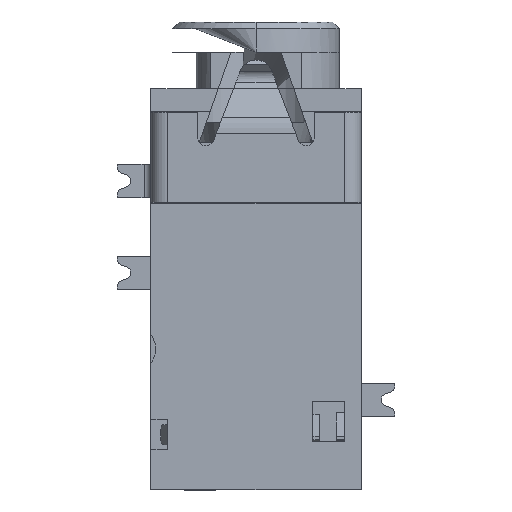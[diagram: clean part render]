
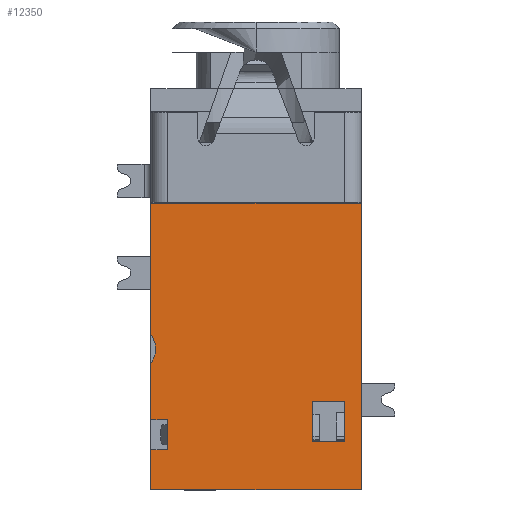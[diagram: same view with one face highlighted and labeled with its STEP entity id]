
A CAD part, top view. The second image highlights one B-rep face of the part: STEP entity #12350.
In plain terms, the highlighted planar face has unit normal (0, 0, 1).
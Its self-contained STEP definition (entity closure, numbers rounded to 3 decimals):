
#10932 = EDGE_CURVE('',#10933,#10935,#10937,.T.);
#10933 = VERTEX_POINT('',#10934);
#10934 = CARTESIAN_POINT('',(-2.65,-4.8,
    4.));
#10935 = VERTEX_POINT('',#10936);
#10936 = CARTESIAN_POINT('',(-2.65,-3.9,
    4.));
#10937 = LINE('',#10938,#10939);
#10938 = CARTESIAN_POINT('',(-2.65,6.,
    4.));
#10939 = VECTOR('',#10940,1.);
#10940 = DIRECTION('',(0.,1.,-0.));
#11835 = VERTEX_POINT('',#11836);
#11836 = CARTESIAN_POINT('',(-3.15,-4.8,
    4.));
#11844 = EDGE_CURVE('',#10933,#11835,#11845,.T.);
#11845 = LINE('',#11846,#11847);
#11846 = CARTESIAN_POINT('',(-3.15,-4.8,
    4.));
#11847 = VECTOR('',#11848,1.);
#11848 = DIRECTION('',(-1.,0.,-0.));
#11890 = VERTEX_POINT('',#11891);
#11891 = CARTESIAN_POINT('',(-3.15,-3.9,
    4.));
#11899 = EDGE_CURVE('',#11890,#10935,#11900,.T.);
#11900 = LINE('',#11901,#11902);
#11901 = CARTESIAN_POINT('',(-3.15,-3.9,
    4.));
#11902 = VECTOR('',#11903,1.);
#11903 = DIRECTION('',(1.,0.,0.));
#11914 = VERTEX_POINT('',#11915);
#11915 = CARTESIAN_POINT('',(-3.15,-1.348,
    4.));
#11921 = EDGE_CURVE('',#11914,#11922,#11924,.T.);
#11922 = VERTEX_POINT('',#11923);
#11923 = CARTESIAN_POINT('',(-3.15,-2.214,
    4.));
#11924 = CIRCLE('',#11925,0.7);
#11925 = AXIS2_PLACEMENT_3D('',#11926,#11927,#11928);
#11926 = CARTESIAN_POINT('',(-3.7,-1.781,
    4.));
#11927 = DIRECTION('',(0.,0.,-1.));
#11928 = DIRECTION('',(-1.,0.,0.));
#12120 = VERTEX_POINT('',#12121);
#12121 = CARTESIAN_POINT('',(3.15,-6.,4.));
#12127 = EDGE_CURVE('',#12128,#12120,#12130,.T.);
#12128 = VERTEX_POINT('',#12129);
#12129 = CARTESIAN_POINT('',(-3.15,-6.,
    4.));
#12130 = LINE('',#12131,#12132);
#12131 = CARTESIAN_POINT('',(-1.356,-6.,
    4.));
#12132 = VECTOR('',#12133,1.);
#12133 = DIRECTION('',(1.,0.,0.));
#12154 = VERTEX_POINT('',#12155);
#12155 = CARTESIAN_POINT('',(3.15,2.57,4.));
#12161 = EDGE_CURVE('',#12120,#12154,#12162,.T.);
#12162 = LINE('',#12163,#12164);
#12163 = CARTESIAN_POINT('',(3.15,-6.,4.));
#12164 = VECTOR('',#12165,1.);
#12165 = DIRECTION('',(0.,1.,0.));
#12182 = VERTEX_POINT('',#12183);
#12183 = CARTESIAN_POINT('',(-3.15,2.57,4.));
#12189 = EDGE_CURVE('',#12154,#12182,#12190,.T.);
#12190 = LINE('',#12191,#12192);
#12191 = CARTESIAN_POINT('',(-1.356,2.57,4.));
#12192 = VECTOR('',#12193,1.);
#12193 = DIRECTION('',(-1.,0.,0.));
#12208 = EDGE_CURVE('',#11922,#11890,#12209,.T.);
#12209 = LINE('',#12210,#12211);
#12210 = CARTESIAN_POINT('',(-3.15,-6.,
    4.));
#12211 = VECTOR('',#12212,1.);
#12212 = DIRECTION('',(0.,-1.,0.));
#12217 = EDGE_CURVE('',#12182,#11914,#12218,.T.);
#12218 = LINE('',#12219,#12220);
#12219 = CARTESIAN_POINT('',(-3.15,-6.,
    4.));
#12220 = VECTOR('',#12221,1.);
#12221 = DIRECTION('',(0.,-1.,0.));
#12236 = EDGE_CURVE('',#11835,#12128,#12237,.T.);
#12237 = LINE('',#12238,#12239);
#12238 = CARTESIAN_POINT('',(-3.15,-6.,
    4.));
#12239 = VECTOR('',#12240,1.);
#12240 = DIRECTION('',(0.,-1.,0.));
#12254 = VERTEX_POINT('',#12255);
#12255 = CARTESIAN_POINT('',(2.65,-3.35,4.));
#12261 = EDGE_CURVE('',#12262,#12254,#12264,.T.);
#12262 = VERTEX_POINT('',#12263);
#12263 = CARTESIAN_POINT('',(1.68,-3.35,4.));
#12264 = LINE('',#12265,#12266);
#12265 = CARTESIAN_POINT('',(-1.356,-3.35,4.));
#12266 = VECTOR('',#12267,1.);
#12267 = DIRECTION('',(1.,0.,0.));
#12289 = VERTEX_POINT('',#12290);
#12290 = CARTESIAN_POINT('',(2.65,-4.55,4.));
#12296 = EDGE_CURVE('',#12254,#12289,#12297,.T.);
#12297 = LINE('',#12298,#12299);
#12298 = CARTESIAN_POINT('',(2.65,-6.,4.));
#12299 = VECTOR('',#12300,1.);
#12300 = DIRECTION('',(0.,-1.,0.));
#12314 = VERTEX_POINT('',#12315);
#12315 = CARTESIAN_POINT('',(1.68,-4.55,4.));
#12321 = EDGE_CURVE('',#12289,#12314,#12322,.T.);
#12322 = LINE('',#12323,#12324);
#12323 = CARTESIAN_POINT('',(-1.356,-4.55,4.));
#12324 = VECTOR('',#12325,1.);
#12325 = DIRECTION('',(-1.,0.,0.));
#12337 = EDGE_CURVE('',#12314,#12262,#12338,.T.);
#12338 = LINE('',#12339,#12340);
#12339 = CARTESIAN_POINT('',(1.68,-6.,4.));
#12340 = VECTOR('',#12341,1.);
#12341 = DIRECTION('',(0.,1.,0.));
#12350 = ADVANCED_FACE('',(#12351,#12357),#12369,.T.);
#12351 = FACE_BOUND('',#12352,.T.);
#12352 = EDGE_LOOP('',(#12353,#12354,#12355,#12356));
#12353 = ORIENTED_EDGE('',*,*,#12321,.T.);
#12354 = ORIENTED_EDGE('',*,*,#12337,.T.);
#12355 = ORIENTED_EDGE('',*,*,#12261,.T.);
#12356 = ORIENTED_EDGE('',*,*,#12296,.T.);
#12357 = FACE_BOUND('',#12358,.T.);
#12358 = EDGE_LOOP('',(#12359,#12360,#12361,#12362,#12363,#12364,#12365,
    #12366,#12367,#12368));
#12359 = ORIENTED_EDGE('',*,*,#12217,.T.);
#12360 = ORIENTED_EDGE('',*,*,#11921,.T.);
#12361 = ORIENTED_EDGE('',*,*,#12208,.T.);
#12362 = ORIENTED_EDGE('',*,*,#11899,.T.);
#12363 = ORIENTED_EDGE('',*,*,#10932,.F.);
#12364 = ORIENTED_EDGE('',*,*,#11844,.T.);
#12365 = ORIENTED_EDGE('',*,*,#12236,.T.);
#12366 = ORIENTED_EDGE('',*,*,#12127,.T.);
#12367 = ORIENTED_EDGE('',*,*,#12161,.T.);
#12368 = ORIENTED_EDGE('',*,*,#12189,.T.);
#12369 = PLANE('',#12370);
#12370 = AXIS2_PLACEMENT_3D('',#12371,#12372,#12373);
#12371 = CARTESIAN_POINT('',(-1.356,-6.,
    4.));
#12372 = DIRECTION('',(0.,0.,1.));
#12373 = DIRECTION('',(-1.,0.,0.));
